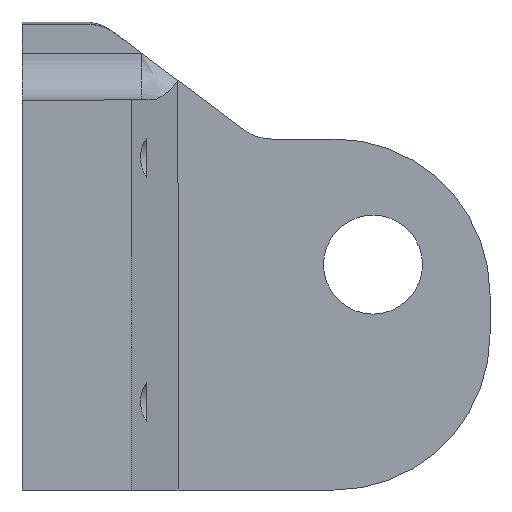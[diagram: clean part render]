
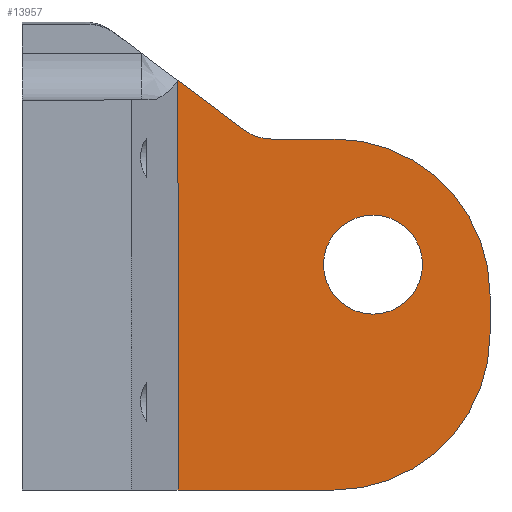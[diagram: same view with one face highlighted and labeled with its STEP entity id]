
A CAD part, left-side view. The second image highlights one B-rep face of the part: STEP entity #13957.
In plain terms, the highlighted planar face has unit normal (-1, 0, 0).
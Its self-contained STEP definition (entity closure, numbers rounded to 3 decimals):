
#67 = VECTOR ( 'NONE', #6066, 1000. ) ;
#322 = AXIS2_PLACEMENT_3D ( 'NONE', #4905, #8110, #12692 ) ;
#354 = AXIS2_PLACEMENT_3D ( 'NONE', #11479, #8202, #4855 ) ;
#534 = EDGE_CURVE ( 'NONE', #11688, #3671, #11525, .T. ) ;
#547 = CARTESIAN_POINT ( 'NONE',  ( -4.5, -30., -20. ) ) ;
#557 = EDGE_CURVE ( 'NONE', #3720, #9333, #3678, .T. ) ;
#619 = EDGE_CURVE ( 'NONE', #10848, #3671, #6800, .T. ) ;
#622 = FACE_OUTER_BOUND ( 'NONE', #6351, .T. ) ;
#692 = DIRECTION ( 'NONE',  ( 0., 0., 1. ) ) ;
#875 = AXIS2_PLACEMENT_3D ( 'NONE', #9437, #7400, #11619 ) ;
#992 = CARTESIAN_POINT ( 'NONE',  ( -4.5, -20., -7.5 ) ) ;
#1101 = EDGE_CURVE ( 'NONE', #12022, #2371, #8658, .T. ) ;
#1497 = AXIS2_PLACEMENT_3D ( 'NONE', #10576, #13785, #692 ) ;
#1559 = ORIENTED_EDGE ( 'NONE', *, *, #12066, .T. ) ;
#2139 = EDGE_CURVE ( 'NONE', #2371, #12022, #9002, .T. ) ;
#2371 = VERTEX_POINT ( 'NONE', #3451 ) ;
#2577 = VERTEX_POINT ( 'NONE', #3563 ) ;
#2814 = FACE_BOUND ( 'NONE', #11320, .T. ) ;
#3263 = ORIENTED_EDGE ( 'NONE', *, *, #7993, .F. ) ;
#3342 = CARTESIAN_POINT ( 'NONE',  ( -4.5, -30., -7.5 ) ) ;
#3451 = CARTESIAN_POINT ( 'NONE',  ( -4.5, -22.5, -12.375 ) ) ;
#3486 = LINE ( 'NONE', #3342, #5465 ) ;
#3563 = CARTESIAN_POINT ( 'NONE',  ( -4.5, -30., -17.5 ) ) ;
#3671 = VERTEX_POINT ( 'NONE', #6181 ) ;
#3678 = LINE ( 'NONE', #7025, #67 ) ;
#3720 = VERTEX_POINT ( 'NONE', #7279 ) ;
#4006 = CARTESIAN_POINT ( 'NONE',  ( -4.5, -10., -30. ) ) ;
#4048 = ORIENTED_EDGE ( 'NONE', *, *, #534, .F. ) ;
#4349 = AXIS2_PLACEMENT_3D ( 'NONE', #11883, #13049, #12028 ) ;
#4693 = CARTESIAN_POINT ( 'NONE',  ( -4.5, -16., -4.5 ) ) ;
#4855 = DIRECTION ( 'NONE',  ( 0., 0., 1. ) ) ;
#4905 = CARTESIAN_POINT ( 'NONE',  ( -4.5, -30., 0. ) ) ;
#4975 = VECTOR ( 'NONE', #13557, 1000. ) ;
#4978 = DIRECTION ( 'NONE',  ( 0., 0., 1. ) ) ;
#5412 = CARTESIAN_POINT ( 'NONE',  ( -4.5, -10., -3.75 ) ) ;
#5465 = VECTOR ( 'NONE', #7920, 1000. ) ;
#5608 = CARTESIAN_POINT ( 'NONE',  ( -4.5, -10., 0. ) ) ;
#6066 = DIRECTION ( 'NONE',  ( 0., 1., 0. ) ) ;
#6181 = CARTESIAN_POINT ( 'NONE',  ( -4.5, -14.2, -6.9 ) ) ;
#6331 = VECTOR ( 'NONE', #8887, 1000. ) ;
#6351 = EDGE_LOOP ( 'NONE', ( #13535, #11107, #1559, #9366, #11499, #9075, #4048, #3263 ) ) ;
#6604 = CIRCLE ( 'NONE', #1497, 10. ) ;
#6800 = CIRCLE ( 'NONE', #8877, 3. ) ;
#6939 = CARTESIAN_POINT ( 'NONE',  ( -4.5, -30., 0. ) ) ;
#7025 = CARTESIAN_POINT ( 'NONE',  ( -4.5, -30., -30. ) ) ;
#7279 = CARTESIAN_POINT ( 'NONE',  ( -4.5, -20., -30. ) ) ;
#7400 = DIRECTION ( 'NONE',  ( -1., 0., 0. ) ) ;
#7920 = DIRECTION ( 'NONE',  ( 0., -1., 0. ) ) ;
#7993 = EDGE_CURVE ( 'NONE', #9333, #11688, #9913, .T. ) ;
#8036 = DIRECTION ( 'NONE',  ( 1., 0., 0. ) ) ;
#8110 = DIRECTION ( 'NONE',  ( -1., 0., 0. ) ) ;
#8202 = DIRECTION ( 'NONE',  ( -1., 0., 0. ) ) ;
#8658 = CIRCLE ( 'NONE', #4349, 3.175 ) ;
#8877 = AXIS2_PLACEMENT_3D ( 'NONE', #4693, #8036, #4978 ) ;
#8887 = DIRECTION ( 'NONE',  ( 0., 0., 1. ) ) ;
#9002 = CIRCLE ( 'NONE', #875, 3.175 ) ;
#9075 = ORIENTED_EDGE ( 'NONE', *, *, #619, .T. ) ;
#9293 = CARTESIAN_POINT ( 'NONE',  ( -4.5, -16., -7.5 ) ) ;
#9333 = VERTEX_POINT ( 'NONE', #4006 ) ;
#9366 = ORIENTED_EDGE ( 'NONE', *, *, #11470, .T. ) ;
#9437 = CARTESIAN_POINT ( 'NONE',  ( -4.5, -22.5, -15.55 ) ) ;
#9913 = LINE ( 'NONE', #5608, #6331 ) ;
#10279 = LINE ( 'NONE', #6939, #4975 ) ;
#10288 = EDGE_CURVE ( 'NONE', #10848, #11138, #3486, .T. ) ;
#10436 = PLANE ( 'NONE',  #322 ) ;
#10576 = CARTESIAN_POINT ( 'NONE',  ( -4.5, -20., -17.5 ) ) ;
#10848 = VERTEX_POINT ( 'NONE', #9293 ) ;
#11107 = ORIENTED_EDGE ( 'NONE', *, *, #13752, .T. ) ;
#11138 = VERTEX_POINT ( 'NONE', #992 ) ;
#11320 = EDGE_LOOP ( 'NONE', ( #11545, #13721 ) ) ;
#11470 = EDGE_CURVE ( 'NONE', #2577, #11138, #6604, .T. ) ;
#11479 = CARTESIAN_POINT ( 'NONE',  ( -4.5, -20., -20. ) ) ;
#11499 = ORIENTED_EDGE ( 'NONE', *, *, #10288, .F. ) ;
#11525 = LINE ( 'NONE', #12688, #11842 ) ;
#11545 = ORIENTED_EDGE ( 'NONE', *, *, #1101, .F. ) ;
#11619 = DIRECTION ( 'NONE',  ( 0., 0., 1. ) ) ;
#11688 = VERTEX_POINT ( 'NONE', #5412 ) ;
#11842 = VECTOR ( 'NONE', #13573, 1000. ) ;
#11883 = CARTESIAN_POINT ( 'NONE',  ( -4.5, -22.5, -15.55 ) ) ;
#12022 = VERTEX_POINT ( 'NONE', #12241 ) ;
#12028 = DIRECTION ( 'NONE',  ( 0., 0., 1. ) ) ;
#12066 = EDGE_CURVE ( 'NONE', #14067, #2577, #10279, .T. ) ;
#12241 = CARTESIAN_POINT ( 'NONE',  ( -4.5, -22.5, -18.725 ) ) ;
#12688 = CARTESIAN_POINT ( 'NONE',  ( -4.5, -21., -12. ) ) ;
#12692 = DIRECTION ( 'NONE',  ( 0., 0., 1. ) ) ;
#12884 = CIRCLE ( 'NONE', #354, 10. ) ;
#13049 = DIRECTION ( 'NONE',  ( -1., 0., 0. ) ) ;
#13535 = ORIENTED_EDGE ( 'NONE', *, *, #557, .F. ) ;
#13557 = DIRECTION ( 'NONE',  ( 0., 0., 1. ) ) ;
#13573 = DIRECTION ( 'NONE',  ( 0., -0.8, -0.6 ) ) ;
#13721 = ORIENTED_EDGE ( 'NONE', *, *, #2139, .F. ) ;
#13752 = EDGE_CURVE ( 'NONE', #3720, #14067, #12884, .T. ) ;
#13785 = DIRECTION ( 'NONE',  ( -1., 0., 0. ) ) ;
#13957 = ADVANCED_FACE ( 'NONE', ( #622, #2814 ), #10436, .T. ) ;
#14067 = VERTEX_POINT ( 'NONE', #547 ) ;
